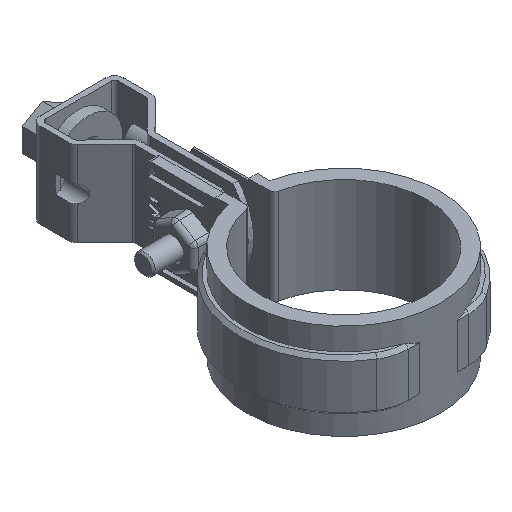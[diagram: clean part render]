
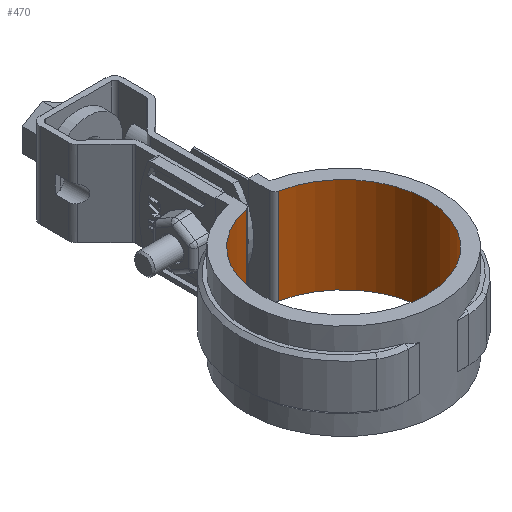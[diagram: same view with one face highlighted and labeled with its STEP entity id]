
A CAD part, isometric view. The second image highlights one B-rep face of the part: STEP entity #470.
In plain terms, the highlighted cylindrical face has radius 24.3 mm (diameter 48.6 mm), a partial arc.
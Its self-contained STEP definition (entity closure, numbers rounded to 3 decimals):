
#470 = ADVANCED_FACE( '', ( #940 ), #941, .F. );
#940 = FACE_OUTER_BOUND( '', #2298, .T. );
#941 = CYLINDRICAL_SURFACE( '', #2299, 24.3 );
#2298 = EDGE_LOOP( '', ( #5136, #5137, #5138, #5139 ) );
#2299 = AXIS2_PLACEMENT_3D( '', #5140, #5141, #5142 );
#5136 = ORIENTED_EDGE( '', *, *, #7663, .F. );
#5137 = ORIENTED_EDGE( '', *, *, #7664, .T. );
#5138 = ORIENTED_EDGE( '', *, *, #7660, .T. );
#5139 = ORIENTED_EDGE( '', *, *, #7654, .T. );
#5140 = CARTESIAN_POINT( '', ( 0., 0., -96.631 ) );
#5141 = DIRECTION( '', ( 0., 0., -1. ) );
#5142 = DIRECTION( '', ( -1., 0., 0. ) );
#7654 = EDGE_CURVE( '', #8884, #8882, #8885, .F. );
#7660 = EDGE_CURVE( '', #8894, #8884, #8895, .F. );
#7663 = EDGE_CURVE( '', #8899, #8882, #8900, .F. );
#7664 = EDGE_CURVE( '', #8899, #8894, #8901, .T. );
#8882 = VERTEX_POINT( '', #12974 );
#8884 = VERTEX_POINT( '', #12976 );
#8885 = LINE( '', #12977, #12978 );
#8894 = VERTEX_POINT( '', #12990 );
#8895 = CIRCLE( '', #12991, 24.3 );
#8899 = VERTEX_POINT( '', #12996 );
#8900 = CIRCLE( '', #12997, 24.3 );
#8901 = LINE( '', #12998, #12999 );
#12974 = CARTESIAN_POINT( '', ( 4.709, 23.839, -26.5 ) );
#12976 = CARTESIAN_POINT( '', ( 4.709, 23.839, 1.5 ) );
#12977 = CARTESIAN_POINT( '', ( 4.709, 23.839, -96.631 ) );
#12978 = VECTOR( '', #14957, 1000. );
#12990 = CARTESIAN_POINT( '', ( -4.709, 23.839, 1.5 ) );
#12991 = AXIS2_PLACEMENT_3D( '', #14967, #14968, #14969 );
#12996 = CARTESIAN_POINT( '', ( -4.709, 23.839, -26.5 ) );
#12997 = AXIS2_PLACEMENT_3D( '', #14974, #14975, #14976 );
#12998 = CARTESIAN_POINT( '', ( -4.709, 23.839, -96.631 ) );
#12999 = VECTOR( '', #14977, 1000. );
#14957 = DIRECTION( '', ( 0., 0., 1. ) );
#14967 = CARTESIAN_POINT( '', ( 0., 0., 1.5 ) );
#14968 = DIRECTION( '', ( 0., 0., -1. ) );
#14969 = DIRECTION( '', ( -1., 0., 0. ) );
#14974 = CARTESIAN_POINT( '', ( 0., 0., -26.5 ) );
#14975 = DIRECTION( '', ( 0., 0., -1. ) );
#14976 = DIRECTION( '', ( -1., 0., 0. ) );
#14977 = DIRECTION( '', ( 0., 0., 1. ) );
